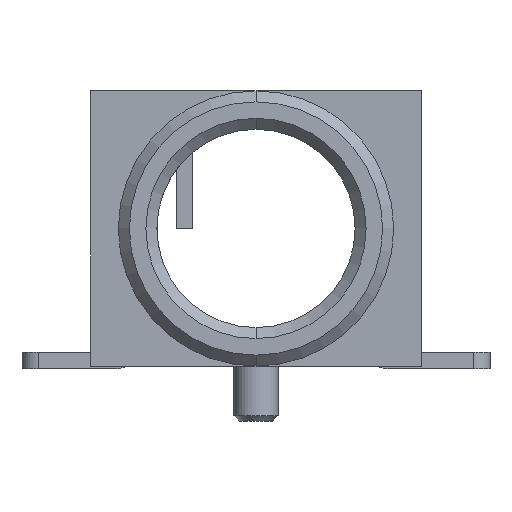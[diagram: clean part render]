
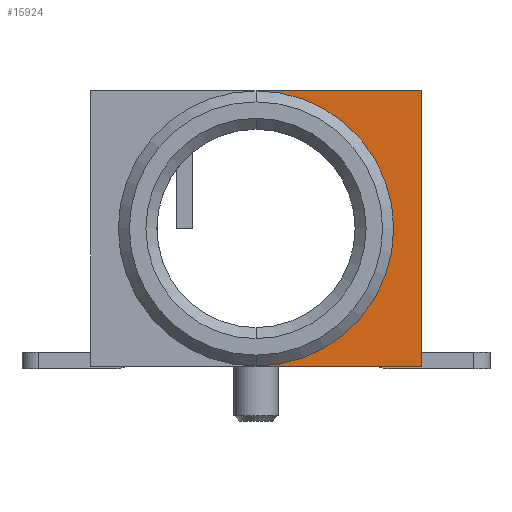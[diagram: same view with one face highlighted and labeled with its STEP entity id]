
A CAD part, front view. The second image highlights one B-rep face of the part: STEP entity #15924.
In plain terms, the highlighted planar face has unit normal (0, -1, 0).
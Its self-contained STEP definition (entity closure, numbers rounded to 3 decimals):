
#103 = CARTESIAN_POINT ( 'NONE',  ( 0., -5.15, -2.5 ) ) ;
#526 = ORIENTED_EDGE ( 'NONE', *, *, #13791, .T. ) ;
#823 = VERTEX_POINT ( 'NONE', #103 ) ;
#1628 = EDGE_CURVE ( 'NONE', #823, #15583, #6105, .T. ) ;
#1737 = VECTOR ( 'NONE', #10294, 1000. ) ;
#3458 = LINE ( 'NONE', #4636, #1737 ) ;
#4008 = CARTESIAN_POINT ( 'NONE',  ( -3., -5.15, 2.5 ) ) ;
#4636 = CARTESIAN_POINT ( 'NONE',  ( -3., -5.15, -2.5 ) ) ;
#4724 = CARTESIAN_POINT ( 'NONE',  ( 3., -5.15, 2.5 ) ) ;
#6105 = CIRCLE ( 'NONE', #12234, 2.5 ) ;
#6195 = DIRECTION ( 'NONE',  ( 0., 0., -1. ) ) ;
#6445 = CARTESIAN_POINT ( 'NONE',  ( 3., -5.15, -2.5 ) ) ;
#6455 = FACE_OUTER_BOUND ( 'NONE', #9062, .T. ) ;
#7074 = AXIS2_PLACEMENT_3D ( 'NONE', #15728, #7289, #13876 ) ;
#7289 = DIRECTION ( 'NONE',  ( 0., 1., 0. ) ) ;
#7638 = CARTESIAN_POINT ( 'NONE',  ( 0., -5.15, 0. ) ) ;
#7981 = ORIENTED_EDGE ( 'NONE', *, *, #1628, .F. ) ;
#8166 = EDGE_CURVE ( 'NONE', #9921, #18021, #13623, .T. ) ;
#9062 = EDGE_LOOP ( 'NONE', ( #7981, #526, #12286, #17418 ) ) ;
#9565 = LINE ( 'NONE', #4008, #15387 ) ;
#9921 = VERTEX_POINT ( 'NONE', #4724 ) ;
#10016 = VECTOR ( 'NONE', #10811, 1000. ) ;
#10294 = DIRECTION ( 'NONE',  ( 1., 0., 0. ) ) ;
#10811 = DIRECTION ( 'NONE',  ( 0., 0., -1. ) ) ;
#11007 = CARTESIAN_POINT ( 'NONE',  ( 3., -5.15, 2.5 ) ) ;
#11892 = DIRECTION ( 'NONE',  ( 0., -1., 0. ) ) ;
#11990 = CARTESIAN_POINT ( 'NONE',  ( 0., -5.15, 2.5 ) ) ;
#12234 = AXIS2_PLACEMENT_3D ( 'NONE', #7638, #11892, #6195 ) ;
#12286 = ORIENTED_EDGE ( 'NONE', *, *, #8166, .F. ) ;
#13623 = LINE ( 'NONE', #11007, #10016 ) ;
#13791 = EDGE_CURVE ( 'NONE', #823, #18021, #3458, .T. ) ;
#13876 = DIRECTION ( 'NONE',  ( 0., 0., 1. ) ) ;
#14895 = PLANE ( 'NONE',  #7074 ) ;
#15387 = VECTOR ( 'NONE', #16846, 1000. ) ;
#15583 = VERTEX_POINT ( 'NONE', #11990 ) ;
#15728 = CARTESIAN_POINT ( 'NONE',  ( -3., -5.15, 2.5 ) ) ;
#15924 = ADVANCED_FACE ( 'NONE', ( #6455 ), #14895, .F. ) ;
#16846 = DIRECTION ( 'NONE',  ( 1., 0., 0. ) ) ;
#17418 = ORIENTED_EDGE ( 'NONE', *, *, #17796, .F. ) ;
#17796 = EDGE_CURVE ( 'NONE', #15583, #9921, #9565, .T. ) ;
#18021 = VERTEX_POINT ( 'NONE', #6445 ) ;
